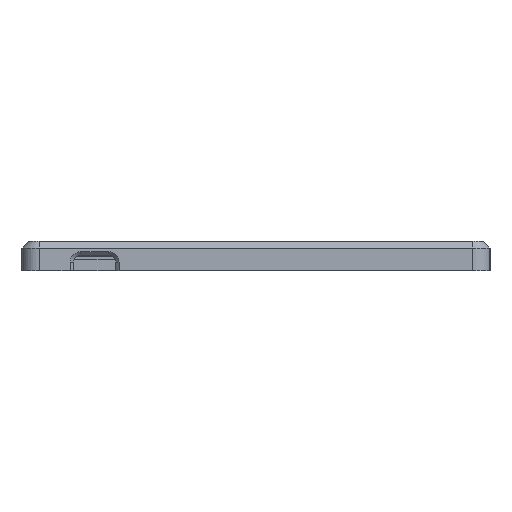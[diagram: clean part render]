
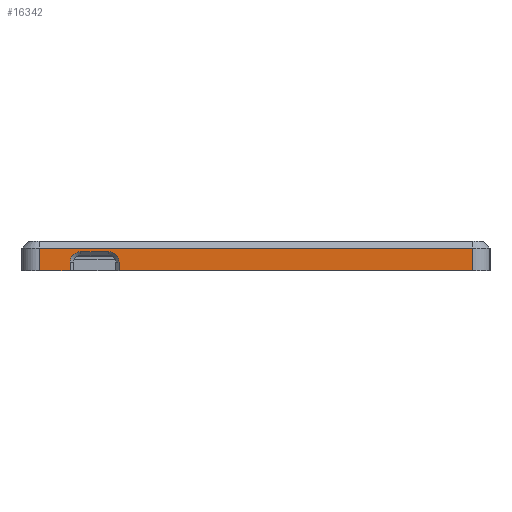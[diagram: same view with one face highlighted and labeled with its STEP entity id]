
A CAD part, left-side view. The second image highlights one B-rep face of the part: STEP entity #16342.
In plain terms, the highlighted planar face has unit normal (-1, 0, 0).
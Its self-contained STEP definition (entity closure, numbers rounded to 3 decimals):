
#516=CIRCLE('',#17208,3.);
#518=CIRCLE('',#17212,3.);
#1280=FACE_OUTER_BOUND('',#2134,.T.);
#2134=EDGE_LOOP('',(#10851,#10852,#10853,#10854,#10855,#10856,#10857,#10858,
#10859,#10860));
#3116=LINE('',#23787,#4884);
#3122=LINE('',#23802,#4890);
#3126=LINE('',#23814,#4894);
#3127=LINE('',#23817,#4895);
#3128=LINE('',#23819,#4896);
#3129=LINE('',#23821,#4897);
#3130=LINE('',#23823,#4898);
#3131=LINE('',#23824,#4899);
#4884=VECTOR('',#18812,10.);
#4890=VECTOR('',#18826,10.);
#4894=VECTOR('',#18838,10.);
#4895=VECTOR('',#18841,10.);
#4896=VECTOR('',#18842,10.);
#4897=VECTOR('',#18843,10.);
#4898=VECTOR('',#18844,10.);
#4899=VECTOR('',#18845,10.);
#6652=VERTEX_POINT('',#23784);
#6653=VERTEX_POINT('',#23786);
#6655=VERTEX_POINT('',#23792);
#6657=VERTEX_POINT('',#23798);
#6659=VERTEX_POINT('',#23804);
#6661=VERTEX_POINT('',#23810);
#6663=VERTEX_POINT('',#23816);
#6664=VERTEX_POINT('',#23818);
#6665=VERTEX_POINT('',#23820);
#6666=VERTEX_POINT('',#23822);
#8316=EDGE_CURVE('',#6652,#6653,#3116,.T.);
#8321=EDGE_CURVE('',#6653,#6655,#516,.T.);
#8324=EDGE_CURVE('',#6655,#6657,#3122,.T.);
#8327=EDGE_CURVE('',#6657,#6659,#518,.T.);
#8330=EDGE_CURVE('',#6659,#6661,#3126,.T.);
#8331=EDGE_CURVE('',#6652,#6663,#3127,.T.);
#8332=EDGE_CURVE('',#6663,#6664,#3128,.T.);
#8333=EDGE_CURVE('',#6665,#6664,#3129,.T.);
#8334=EDGE_CURVE('',#6666,#6665,#3130,.T.);
#8335=EDGE_CURVE('',#6666,#6661,#3131,.T.);
#10851=ORIENTED_EDGE('',*,*,#8330,.F.);
#10852=ORIENTED_EDGE('',*,*,#8327,.F.);
#10853=ORIENTED_EDGE('',*,*,#8324,.F.);
#10854=ORIENTED_EDGE('',*,*,#8321,.F.);
#10855=ORIENTED_EDGE('',*,*,#8316,.F.);
#10856=ORIENTED_EDGE('',*,*,#8331,.T.);
#10857=ORIENTED_EDGE('',*,*,#8332,.T.);
#10858=ORIENTED_EDGE('',*,*,#8333,.F.);
#10859=ORIENTED_EDGE('',*,*,#8334,.F.);
#10860=ORIENTED_EDGE('',*,*,#8335,.T.);
#15866=PLANE('',#17214);
#16342=ADVANCED_FACE('',(#1280),#15866,.T.);
#17208=AXIS2_PLACEMENT_3D('',#23796,#18820,#18821);
#17212=AXIS2_PLACEMENT_3D('',#23808,#18832,#18833);
#17214=AXIS2_PLACEMENT_3D('',#23815,#18839,#18840);
#18812=DIRECTION('',(0.,0.,1.));
#18820=DIRECTION('center_axis',(-1.,0.,0.));
#18821=DIRECTION('ref_axis',(0.,-0.707,0.707));
#18826=DIRECTION('',(0.,1.,0.));
#18832=DIRECTION('center_axis',(-1.,0.,0.));
#18833=DIRECTION('ref_axis',(0.,0.707,0.707));
#18838=DIRECTION('',(0.,0.,-1.));
#18839=DIRECTION('center_axis',(-1.,0.,0.));
#18840=DIRECTION('ref_axis',(0.,0.,-1.));
#18841=DIRECTION('',(0.,-1.,0.));
#18842=DIRECTION('',(0.,0.,1.));
#18843=DIRECTION('',(0.,-1.,0.));
#18844=DIRECTION('',(0.,0.,1.));
#18845=DIRECTION('',(0.,-1.,0.));
#23784=CARTESIAN_POINT('',(-167.517,48.786,0.5));
#23786=CARTESIAN_POINT('',(-167.517,48.786,3.));
#23787=CARTESIAN_POINT('',(-167.517,48.786,0.75));
#23792=CARTESIAN_POINT('',(-167.517,51.786,6.));
#23796=CARTESIAN_POINT('Origin',(-167.517,51.786,3.));
#23798=CARTESIAN_POINT('',(-167.517,59.786,6.));
#23802=CARTESIAN_POINT('',(-167.517,57.937,6.));
#23804=CARTESIAN_POINT('',(-167.517,62.786,3.));
#23808=CARTESIAN_POINT('Origin',(-167.517,59.786,3.));
#23810=CARTESIAN_POINT('',(-167.517,62.786,0.5));
#23814=CARTESIAN_POINT('',(-167.517,62.786,0.75));
#23815=CARTESIAN_POINT('Origin',(-167.517,60.088,-1.));
#23816=CARTESIAN_POINT('',(-167.517,-52.414,0.5));
#23817=CARTESIAN_POINT('',(-167.517,40.658,0.5));
#23818=CARTESIAN_POINT('',(-167.517,-52.414,7.));
#23819=CARTESIAN_POINT('',(-167.517,-52.414,2.));
#23820=CARTESIAN_POINT('',(-167.517,71.586,7.));
#23821=CARTESIAN_POINT('',(-167.517,34.837,7.));
#23822=CARTESIAN_POINT('',(-167.517,71.586,0.5));
#23823=CARTESIAN_POINT('',(-167.517,71.586,-1.));
#23824=CARTESIAN_POINT('',(-167.517,67.286,0.5));
